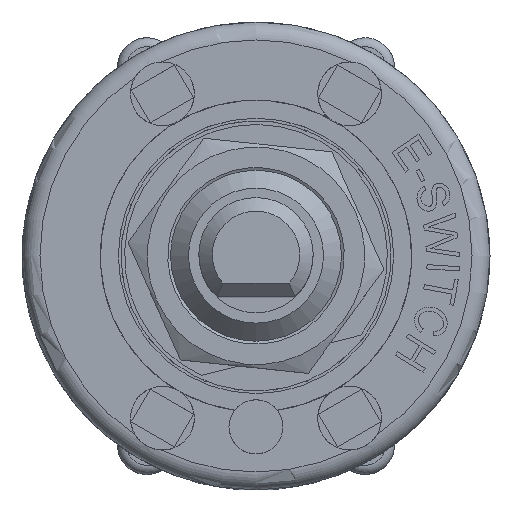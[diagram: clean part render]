
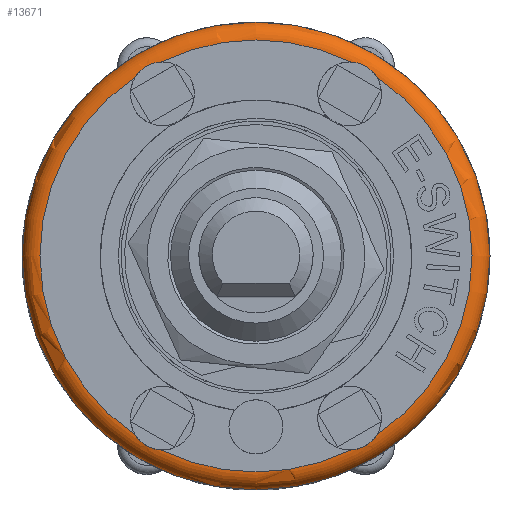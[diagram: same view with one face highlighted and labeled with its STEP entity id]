
A CAD part, top view. The second image highlights one B-rep face of the part: STEP entity #13671.
In plain terms, the highlighted toroidal (fillet/blend) face has major radius 12 mm and minor radius 1 mm.
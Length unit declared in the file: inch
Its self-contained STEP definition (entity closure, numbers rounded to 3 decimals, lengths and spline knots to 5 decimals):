
#129=TOROIDAL_SURFACE('',#14361,0.47244,0.03937);
#165=CIRCLE('',#14314,0.51181);
#192=CIRCLE('',#14362,0.03937);
#193=CIRCLE('',#14363,0.47244);
#194=CIRCLE('',#14364,0.47244);
#195=CIRCLE('',#14365,0.47244);
#196=CIRCLE('',#14366,0.47244);
#197=CIRCLE('',#14367,0.47244);
#727=B_SPLINE_CURVE_WITH_KNOTS('',3,(#22856,#22857,#22858,#22859,#22860,
#22861,#22862,#22863,#22864,#22865,#22866,#22867),.UNSPECIFIED.,.F.,.F.,
(4,2,2,2,2,4),(-0.26924,-0.24463,-0.21597,
-0.19207,-0.16451,-0.13568),.UNSPECIFIED.);
#728=B_SPLINE_CURVE_WITH_KNOTS('',3,(#22879,#22880,#22881,#22882,#22883,
#22884,#22885,#22886,#22887,#22888,#22889,#22890),.UNSPECIFIED.,.F.,.F.,
(4,2,2,2,2,4),(-0.26924,-0.24463,-0.21597,
-0.19207,-0.16451,-0.13568),.UNSPECIFIED.);
#729=B_SPLINE_CURVE_WITH_KNOTS('',3,(#22907,#22908,#22909,#22910,#22911,
#22912,#22913,#22914,#22915,#22916,#22917,#22918),.UNSPECIFIED.,.F.,.F.,
(4,2,2,2,2,4),(-0.26924,-0.24463,-0.21597,
-0.19207,-0.16451,-0.13568),.UNSPECIFIED.);
#730=B_SPLINE_CURVE_WITH_KNOTS('',3,(#22940,#22941,#22942,#22943,#22944,
#22945,#22946,#22947,#22948,#22949,#22950,#22951),.UNSPECIFIED.,.F.,.F.,
(4,2,2,2,2,4),(-0.26924,-0.24463,-0.21597,
-0.19207,-0.16451,-0.13568),.UNSPECIFIED.);
#1417=FACE_OUTER_BOUND('',#2249,.T.);
#2249=EDGE_LOOP('',(#11399,#11400,#11401,#11402,#11403,#11404,#11405,#11406,
#11407,#11408,#11409,#11410));
#6356=VERTEX_POINT('',#22818);
#6364=VERTEX_POINT('',#22854);
#6365=VERTEX_POINT('',#22855);
#6368=VERTEX_POINT('',#22877);
#6369=VERTEX_POINT('',#22878);
#6374=VERTEX_POINT('',#22905);
#6375=VERTEX_POINT('',#22906);
#6382=VERTEX_POINT('',#22938);
#6383=VERTEX_POINT('',#22939);
#6386=VERTEX_POINT('',#22961);
#8113=EDGE_CURVE('',#6356,#6356,#165,.T.);
#8131=EDGE_CURVE('',#6364,#6365,#727,.T.);
#8137=EDGE_CURVE('',#6368,#6369,#728,.T.);
#8145=EDGE_CURVE('',#6374,#6375,#729,.T.);
#8155=EDGE_CURVE('',#6382,#6383,#730,.T.);
#8161=EDGE_CURVE('',#6356,#6386,#192,.T.);
#8162=EDGE_CURVE('',#6386,#6374,#193,.T.);
#8163=EDGE_CURVE('',#6375,#6368,#194,.T.);
#8164=EDGE_CURVE('',#6369,#6364,#195,.T.);
#8165=EDGE_CURVE('',#6365,#6382,#196,.T.);
#8166=EDGE_CURVE('',#6383,#6386,#197,.T.);
#11399=ORIENTED_EDGE('',*,*,#8113,.T.);
#11400=ORIENTED_EDGE('',*,*,#8161,.T.);
#11401=ORIENTED_EDGE('',*,*,#8162,.T.);
#11402=ORIENTED_EDGE('',*,*,#8145,.T.);
#11403=ORIENTED_EDGE('',*,*,#8163,.T.);
#11404=ORIENTED_EDGE('',*,*,#8137,.T.);
#11405=ORIENTED_EDGE('',*,*,#8164,.T.);
#11406=ORIENTED_EDGE('',*,*,#8131,.T.);
#11407=ORIENTED_EDGE('',*,*,#8165,.T.);
#11408=ORIENTED_EDGE('',*,*,#8155,.T.);
#11409=ORIENTED_EDGE('',*,*,#8166,.T.);
#11410=ORIENTED_EDGE('',*,*,#8161,.F.);
#13671=ADVANCED_FACE('',(#1417),#129,.T.);
#14314=AXIS2_PLACEMENT_3D('',#22819,#16425,#16426);
#14361=AXIS2_PLACEMENT_3D('',#22960,#16536,#16537);
#14362=AXIS2_PLACEMENT_3D('',#22962,#16538,#16539);
#14363=AXIS2_PLACEMENT_3D('',#22963,#16540,#16541);
#14364=AXIS2_PLACEMENT_3D('',#22964,#16542,#16543);
#14365=AXIS2_PLACEMENT_3D('',#22965,#16544,#16545);
#14366=AXIS2_PLACEMENT_3D('',#22966,#16546,#16547);
#14367=AXIS2_PLACEMENT_3D('',#22967,#16548,#16549);
#16425=DIRECTION('center_axis',(0.,0.,1.));
#16426=DIRECTION('ref_axis',(-1.,0.,0.));
#16536=DIRECTION('center_axis',(0.,0.,-1.));
#16537=DIRECTION('ref_axis',(-1.,0.,0.));
#16538=DIRECTION('center_axis',(0.,-1.,0.));
#16539=DIRECTION('ref_axis',(1.,0.,0.));
#16540=DIRECTION('center_axis',(0.,0.,-1.));
#16541=DIRECTION('ref_axis',(-1.,0.,0.));
#16542=DIRECTION('center_axis',(0.,0.,-1.));
#16543=DIRECTION('ref_axis',(-1.,0.,0.));
#16544=DIRECTION('center_axis',(0.,0.,-1.));
#16545=DIRECTION('ref_axis',(-1.,0.,0.));
#16546=DIRECTION('center_axis',(0.,0.,-1.));
#16547=DIRECTION('ref_axis',(-1.,0.,0.));
#16548=DIRECTION('center_axis',(0.,0.,-1.));
#16549=DIRECTION('ref_axis',(-1.,0.,0.));
#22818=CARTESIAN_POINT('',(0.51181,0.,0.37402));
#22819=CARTESIAN_POINT('Origin',(0.,0.,0.37402));
#22854=CARTESIAN_POINT('',(-0.26379,0.39194,0.41339));
#22855=CARTESIAN_POINT('',(-0.20753,0.42442,0.41339));
#22856=CARTESIAN_POINT('Ctrl Pts',(-0.26379,0.39194,
0.41339));
#22857=CARTESIAN_POINT('Ctrl Pts',(-0.26165,0.39532,
0.41339));
#22858=CARTESIAN_POINT('Ctrl Pts',(-0.25918,0.39859,
0.41329));
#22859=CARTESIAN_POINT('Ctrl Pts',(-0.25306,0.40529,
0.41304));
#22860=CARTESIAN_POINT('Ctrl Pts',(-0.2494,0.40855,
0.4129));
#22861=CARTESIAN_POINT('Ctrl Pts',(-0.24211,0.41377,
0.41277));
#22862=CARTESIAN_POINT('Ctrl Pts',(-0.2386,0.41585,
0.41276));
#22863=CARTESIAN_POINT('Ctrl Pts',(-0.23069,0.41964,
0.41286));
#22864=CARTESIAN_POINT('Ctrl Pts',(-0.22626,0.42124,
0.41299));
#22865=CARTESIAN_POINT('Ctrl Pts',(-0.21694,0.42357,
0.41325));
#22866=CARTESIAN_POINT('Ctrl Pts',(-0.21219,0.42423,
0.41339));
#22867=CARTESIAN_POINT('Ctrl Pts',(-0.20753,0.42442,
0.41339));
#22877=CARTESIAN_POINT('',(-0.20753,-0.42442,0.41339));
#22878=CARTESIAN_POINT('',(-0.26379,-0.39194,0.41339));
#22879=CARTESIAN_POINT('Ctrl Pts',(-0.20753,-0.42442,
0.41339));
#22880=CARTESIAN_POINT('Ctrl Pts',(-0.21153,-0.42426,
0.41339));
#22881=CARTESIAN_POINT('Ctrl Pts',(-0.2156,-0.42375,
0.41329));
#22882=CARTESIAN_POINT('Ctrl Pts',(-0.22446,-0.42181,
0.41304));
#22883=CARTESIAN_POINT('Ctrl Pts',(-0.22911,-0.42026,
0.4129));
#22884=CARTESIAN_POINT('Ctrl Pts',(-0.23728,-0.41656,
0.41277));
#22885=CARTESIAN_POINT('Ctrl Pts',(-0.24084,-0.41456,
0.41276));
#22886=CARTESIAN_POINT('Ctrl Pts',(-0.24808,-0.4096,
0.41286));
#22887=CARTESIAN_POINT('Ctrl Pts',(-0.25168,-0.40656,
0.41299));
#22888=CARTESIAN_POINT('Ctrl Pts',(-0.25836,-0.39966,
0.41325));
#22889=CARTESIAN_POINT('Ctrl Pts',(-0.2613,-0.39588,
0.41339));
#22890=CARTESIAN_POINT('Ctrl Pts',(-0.26379,-0.39194,
0.41339));
#22905=CARTESIAN_POINT('',(0.26379,-0.39194,0.41339));
#22906=CARTESIAN_POINT('',(0.20753,-0.42442,0.41339));
#22907=CARTESIAN_POINT('Ctrl Pts',(0.26379,-0.39194,
0.41339));
#22908=CARTESIAN_POINT('Ctrl Pts',(0.26165,-0.39532,
0.41339));
#22909=CARTESIAN_POINT('Ctrl Pts',(0.25918,-0.39859,
0.41329));
#22910=CARTESIAN_POINT('Ctrl Pts',(0.25306,-0.40529,
0.41304));
#22911=CARTESIAN_POINT('Ctrl Pts',(0.2494,-0.40855,
0.4129));
#22912=CARTESIAN_POINT('Ctrl Pts',(0.24211,-0.41377,
0.41277));
#22913=CARTESIAN_POINT('Ctrl Pts',(0.2386,-0.41585,
0.41276));
#22914=CARTESIAN_POINT('Ctrl Pts',(0.23069,-0.41964,
0.41286));
#22915=CARTESIAN_POINT('Ctrl Pts',(0.22626,-0.42124,
0.41299));
#22916=CARTESIAN_POINT('Ctrl Pts',(0.21694,-0.42357,
0.41325));
#22917=CARTESIAN_POINT('Ctrl Pts',(0.21219,-0.42423,
0.41339));
#22918=CARTESIAN_POINT('Ctrl Pts',(0.20753,-0.42442,
0.41339));
#22938=CARTESIAN_POINT('',(0.20753,0.42442,0.41339));
#22939=CARTESIAN_POINT('',(0.26379,0.39194,0.41339));
#22940=CARTESIAN_POINT('Ctrl Pts',(0.20753,0.42442,0.41339));
#22941=CARTESIAN_POINT('Ctrl Pts',(0.21153,0.42426,
0.41339));
#22942=CARTESIAN_POINT('Ctrl Pts',(0.2156,0.42375,
0.41329));
#22943=CARTESIAN_POINT('Ctrl Pts',(0.22446,0.42181,0.41304));
#22944=CARTESIAN_POINT('Ctrl Pts',(0.22911,0.42026,
0.4129));
#22945=CARTESIAN_POINT('Ctrl Pts',(0.23728,0.41656,0.41277));
#22946=CARTESIAN_POINT('Ctrl Pts',(0.24084,0.41456,
0.41276));
#22947=CARTESIAN_POINT('Ctrl Pts',(0.24808,0.4096,
0.41286));
#22948=CARTESIAN_POINT('Ctrl Pts',(0.25168,0.40656,
0.41299));
#22949=CARTESIAN_POINT('Ctrl Pts',(0.25836,0.39966,
0.41325));
#22950=CARTESIAN_POINT('Ctrl Pts',(0.2613,0.39588,
0.41339));
#22951=CARTESIAN_POINT('Ctrl Pts',(0.26379,0.39194,
0.41339));
#22960=CARTESIAN_POINT('Origin',(0.,0.,0.37402));
#22961=CARTESIAN_POINT('',(0.47244,0.,0.41339));
#22962=CARTESIAN_POINT('Origin',(0.47244,0.,
0.37402));
#22963=CARTESIAN_POINT('Origin',(0.,0.,0.41339));
#22964=CARTESIAN_POINT('Origin',(0.,0.,0.41339));
#22965=CARTESIAN_POINT('Origin',(0.,0.,0.41339));
#22966=CARTESIAN_POINT('Origin',(0.,0.,0.41339));
#22967=CARTESIAN_POINT('Origin',(0.,0.,0.41339));
